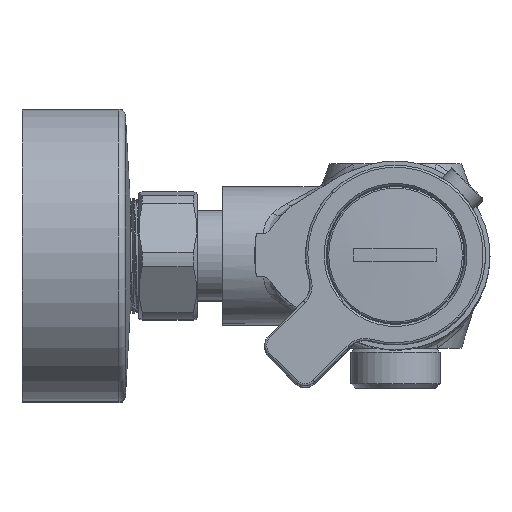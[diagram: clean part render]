
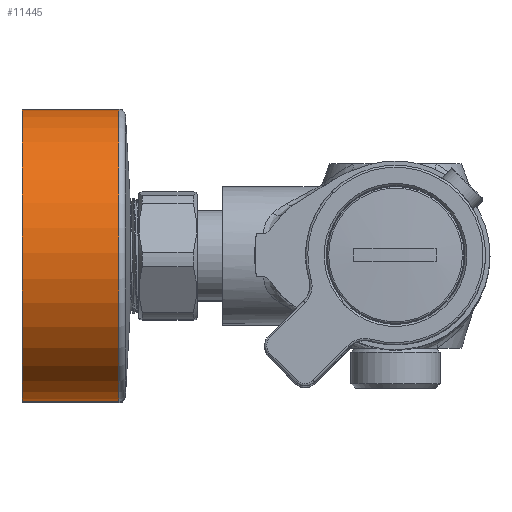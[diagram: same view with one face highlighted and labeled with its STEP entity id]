
A CAD part, top view. The second image highlights one B-rep face of the part: STEP entity #11445.
In plain terms, the highlighted cylindrical face has radius 33.75 mm (diameter 67.5 mm), a full revolution.
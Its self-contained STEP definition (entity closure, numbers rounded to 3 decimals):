
#1954 = AXIS2_PLACEMENT_3D ( 'NONE', #33737, #45849, #41999 ) ;
#3598 = CIRCLE ( 'NONE', #46582, 33.75 ) ;
#4069 = EDGE_LOOP ( 'NONE', ( #28348 ) ) ;
#6433 = VERTEX_POINT ( 'NONE', #15207 ) ;
#7523 = CARTESIAN_POINT ( 'NONE',  ( -63.819, 17.262, 104.001 ) ) ;
#9933 = CARTESIAN_POINT ( 'NONE',  ( -58.72, 0., 75. ) ) ;
#11445 = ADVANCED_FACE ( 'NONE', ( #22584, #34674 ), #18462, .T. ) ;
#12767 = EDGE_LOOP ( 'NONE', ( #13761 ) ) ;
#13351 = CIRCLE ( 'NONE', #1954, 33.75 ) ;
#13761 = ORIENTED_EDGE ( 'NONE', *, *, #17392, .F. ) ;
#14739 = VERTEX_POINT ( 'NONE', #7523 ) ;
#15207 = CARTESIAN_POINT ( 'NONE',  ( -86.2, 17.262, 104.001 ) ) ;
#17392 = EDGE_CURVE ( 'NONE', #14739, #14739, #3598, .T. ) ;
#18462 = CYLINDRICAL_SURFACE ( 'NONE', #36694, 33.75 ) ;
#22584 = FACE_OUTER_BOUND ( 'NONE', #4069, .T. ) ;
#27234 = DIRECTION ( 'NONE',  ( 0., 0.511, 0.859 ) ) ;
#28348 = ORIENTED_EDGE ( 'NONE', *, *, #44793, .T. ) ;
#31352 = DIRECTION ( 'NONE',  ( 1., 0., 0. ) ) ;
#32813 = CARTESIAN_POINT ( 'NONE',  ( -63.819, 0., 75. ) ) ;
#33737 = CARTESIAN_POINT ( 'NONE',  ( -86.2, 0., 75. ) ) ;
#34674 = FACE_OUTER_BOUND ( 'NONE', #12767, .T. ) ;
#36694 = AXIS2_PLACEMENT_3D ( 'NONE', #9933, #31352, #27234 ) ;
#37486 = DIRECTION ( 'NONE',  ( 1., 0., 0. ) ) ;
#41999 = DIRECTION ( 'NONE',  ( 0., 0.511, 0.859 ) ) ;
#44793 = EDGE_CURVE ( 'NONE', #6433, #6433, #13351, .T. ) ;
#45849 = DIRECTION ( 'NONE',  ( 1., 0., 0. ) ) ;
#46582 = AXIS2_PLACEMENT_3D ( 'NONE', #32813, #37486, #54005 ) ;
#54005 = DIRECTION ( 'NONE',  ( 0., 0.511, 0.859 ) ) ;
